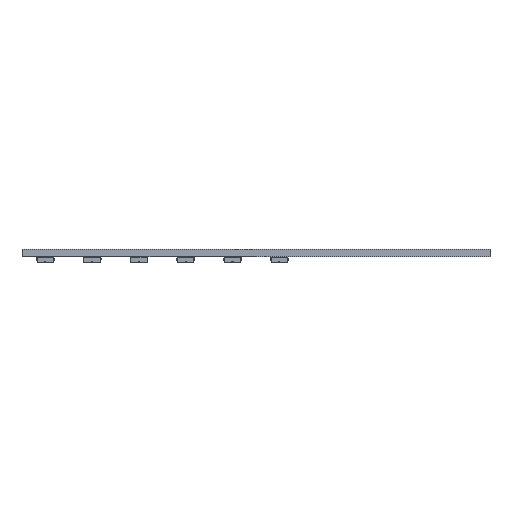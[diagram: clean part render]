
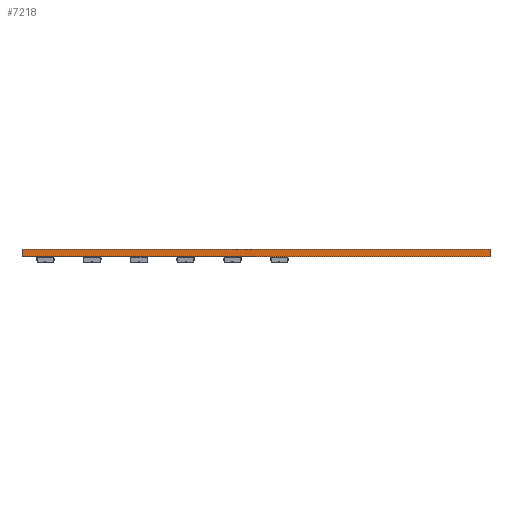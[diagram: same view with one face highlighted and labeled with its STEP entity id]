
A CAD part, front view. The second image highlights one B-rep face of the part: STEP entity #7218.
In plain terms, the highlighted planar face has unit normal (0, -1, 0).
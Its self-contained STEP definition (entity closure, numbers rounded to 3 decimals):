
#7037 = PLANE('',#7038);
#7038 = AXIS2_PLACEMENT_3D('',#7039,#7040,#7041);
#7039 = CARTESIAN_POINT('',(150.91,-22.869,0.));
#7040 = DIRECTION('',(1.,0.,-0.));
#7041 = DIRECTION('',(0.,-1.,0.));
#7062 = VERTEX_POINT('',#7063);
#7063 = CARTESIAN_POINT('',(150.91,-171.869,1.6));
#7077 = PLANE('',#7078);
#7078 = AXIS2_PLACEMENT_3D('',#7079,#7080,#7081);
#7079 = CARTESIAN_POINT('',(100.927,-97.369,1.6));
#7080 = DIRECTION('',(-0.,-0.,-1.));
#7081 = DIRECTION('',(-1.,0.,0.));
#7089 = EDGE_CURVE('',#7090,#7062,#7092,.T.);
#7090 = VERTEX_POINT('',#7091);
#7091 = CARTESIAN_POINT('',(150.91,-171.869,0.));
#7092 = SURFACE_CURVE('',#7093,(#7097,#7104),.PCURVE_S1.);
#7093 = LINE('',#7094,#7095);
#7094 = CARTESIAN_POINT('',(150.91,-171.869,0.));
#7095 = VECTOR('',#7096,1.);
#7096 = DIRECTION('',(0.,0.,1.));
#7097 = PCURVE('',#7037,#7098);
#7098 = DEFINITIONAL_REPRESENTATION('',(#7099),#7103);
#7099 = LINE('',#7100,#7101);
#7100 = CARTESIAN_POINT('',(149.,0.));
#7101 = VECTOR('',#7102,1.);
#7102 = DIRECTION('',(0.,-1.));
#7103 = ( GEOMETRIC_REPRESENTATION_CONTEXT(2) 
PARAMETRIC_REPRESENTATION_CONTEXT() REPRESENTATION_CONTEXT('2D SPACE',''
  ) );
#7104 = PCURVE('',#7105,#7110);
#7105 = PLANE('',#7106);
#7106 = AXIS2_PLACEMENT_3D('',#7107,#7108,#7109);
#7107 = CARTESIAN_POINT('',(150.91,-171.869,0.));
#7108 = DIRECTION('',(0.,-1.,0.));
#7109 = DIRECTION('',(-1.,0.,0.));
#7110 = DEFINITIONAL_REPRESENTATION('',(#7111),#7115);
#7111 = LINE('',#7112,#7113);
#7112 = CARTESIAN_POINT('',(0.,-0.));
#7113 = VECTOR('',#7114,1.);
#7114 = DIRECTION('',(0.,-1.));
#7115 = ( GEOMETRIC_REPRESENTATION_CONTEXT(2) 
PARAMETRIC_REPRESENTATION_CONTEXT() REPRESENTATION_CONTEXT('2D SPACE',''
  ) );
#7131 = PLANE('',#7132);
#7132 = AXIS2_PLACEMENT_3D('',#7133,#7134,#7135);
#7133 = CARTESIAN_POINT('',(100.927,-97.369,0.));
#7134 = DIRECTION('',(-0.,-0.,-1.));
#7135 = DIRECTION('',(-1.,0.,0.));
#7164 = PLANE('',#7165);
#7165 = AXIS2_PLACEMENT_3D('',#7166,#7167,#7168);
#7166 = CARTESIAN_POINT('',(50.944,-171.869,0.));
#7167 = DIRECTION('',(-1.,0.,0.));
#7168 = DIRECTION('',(0.,1.,0.));
#7218 = ADVANCED_FACE('',(#7219),#7105,.T.);
#7219 = FACE_BOUND('',#7220,.T.);
#7220 = EDGE_LOOP('',(#7221,#7222,#7245,#7268));
#7221 = ORIENTED_EDGE('',*,*,#7089,.T.);
#7222 = ORIENTED_EDGE('',*,*,#7223,.T.);
#7223 = EDGE_CURVE('',#7062,#7224,#7226,.T.);
#7224 = VERTEX_POINT('',#7225);
#7225 = CARTESIAN_POINT('',(50.944,-171.869,1.6));
#7226 = SURFACE_CURVE('',#7227,(#7231,#7238),.PCURVE_S1.);
#7227 = LINE('',#7228,#7229);
#7228 = CARTESIAN_POINT('',(150.91,-171.869,1.6));
#7229 = VECTOR('',#7230,1.);
#7230 = DIRECTION('',(-1.,0.,0.));
#7231 = PCURVE('',#7105,#7232);
#7232 = DEFINITIONAL_REPRESENTATION('',(#7233),#7237);
#7233 = LINE('',#7234,#7235);
#7234 = CARTESIAN_POINT('',(0.,-1.6));
#7235 = VECTOR('',#7236,1.);
#7236 = DIRECTION('',(1.,0.));
#7237 = ( GEOMETRIC_REPRESENTATION_CONTEXT(2) 
PARAMETRIC_REPRESENTATION_CONTEXT() REPRESENTATION_CONTEXT('2D SPACE',''
  ) );
#7238 = PCURVE('',#7077,#7239);
#7239 = DEFINITIONAL_REPRESENTATION('',(#7240),#7244);
#7240 = LINE('',#7241,#7242);
#7241 = CARTESIAN_POINT('',(-49.983,-74.5));
#7242 = VECTOR('',#7243,1.);
#7243 = DIRECTION('',(1.,0.));
#7244 = ( GEOMETRIC_REPRESENTATION_CONTEXT(2) 
PARAMETRIC_REPRESENTATION_CONTEXT() REPRESENTATION_CONTEXT('2D SPACE',''
  ) );
#7245 = ORIENTED_EDGE('',*,*,#7246,.F.);
#7246 = EDGE_CURVE('',#7247,#7224,#7249,.T.);
#7247 = VERTEX_POINT('',#7248);
#7248 = CARTESIAN_POINT('',(50.944,-171.869,0.));
#7249 = SURFACE_CURVE('',#7250,(#7254,#7261),.PCURVE_S1.);
#7250 = LINE('',#7251,#7252);
#7251 = CARTESIAN_POINT('',(50.944,-171.869,0.));
#7252 = VECTOR('',#7253,1.);
#7253 = DIRECTION('',(0.,0.,1.));
#7254 = PCURVE('',#7105,#7255);
#7255 = DEFINITIONAL_REPRESENTATION('',(#7256),#7260);
#7256 = LINE('',#7257,#7258);
#7257 = CARTESIAN_POINT('',(99.967,0.));
#7258 = VECTOR('',#7259,1.);
#7259 = DIRECTION('',(0.,-1.));
#7260 = ( GEOMETRIC_REPRESENTATION_CONTEXT(2) 
PARAMETRIC_REPRESENTATION_CONTEXT() REPRESENTATION_CONTEXT('2D SPACE',''
  ) );
#7261 = PCURVE('',#7164,#7262);
#7262 = DEFINITIONAL_REPRESENTATION('',(#7263),#7267);
#7263 = LINE('',#7264,#7265);
#7264 = CARTESIAN_POINT('',(0.,0.));
#7265 = VECTOR('',#7266,1.);
#7266 = DIRECTION('',(0.,-1.));
#7267 = ( GEOMETRIC_REPRESENTATION_CONTEXT(2) 
PARAMETRIC_REPRESENTATION_CONTEXT() REPRESENTATION_CONTEXT('2D SPACE',''
  ) );
#7268 = ORIENTED_EDGE('',*,*,#7269,.F.);
#7269 = EDGE_CURVE('',#7090,#7247,#7270,.T.);
#7270 = SURFACE_CURVE('',#7271,(#7275,#7282),.PCURVE_S1.);
#7271 = LINE('',#7272,#7273);
#7272 = CARTESIAN_POINT('',(150.91,-171.869,0.));
#7273 = VECTOR('',#7274,1.);
#7274 = DIRECTION('',(-1.,0.,0.));
#7275 = PCURVE('',#7105,#7276);
#7276 = DEFINITIONAL_REPRESENTATION('',(#7277),#7281);
#7277 = LINE('',#7278,#7279);
#7278 = CARTESIAN_POINT('',(0.,-0.));
#7279 = VECTOR('',#7280,1.);
#7280 = DIRECTION('',(1.,0.));
#7281 = ( GEOMETRIC_REPRESENTATION_CONTEXT(2) 
PARAMETRIC_REPRESENTATION_CONTEXT() REPRESENTATION_CONTEXT('2D SPACE',''
  ) );
#7282 = PCURVE('',#7131,#7283);
#7283 = DEFINITIONAL_REPRESENTATION('',(#7284),#7288);
#7284 = LINE('',#7285,#7286);
#7285 = CARTESIAN_POINT('',(-49.983,-74.5));
#7286 = VECTOR('',#7287,1.);
#7287 = DIRECTION('',(1.,0.));
#7288 = ( GEOMETRIC_REPRESENTATION_CONTEXT(2) 
PARAMETRIC_REPRESENTATION_CONTEXT() REPRESENTATION_CONTEXT('2D SPACE',''
  ) );
